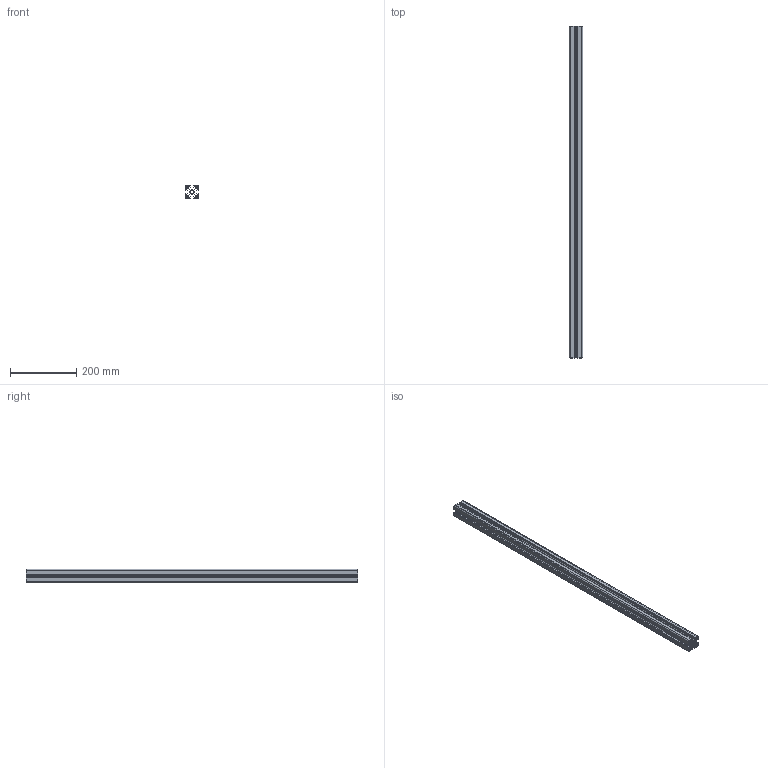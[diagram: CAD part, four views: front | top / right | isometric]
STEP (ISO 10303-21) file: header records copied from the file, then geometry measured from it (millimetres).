
FILE_DESCRIPTION((''),'2;1');
FILE_NAME('AR3730.stp','2017-03-23T12:14:50',('Konstruktor II'),(''),'Autodesk Inventor 2013','Autodesk Inventor 2013','');
FILE_SCHEMA(('AUTOMOTIVE_DESIGN { 1 0 10303 214 1 1 1 1 }'));
Length unit declared in the file: millimetre
Products named in the file (1): AR3730
Bounding box: 40 x 1000 x 40 mm (x, y, z)
Volume: 553271.8 mm3; surface area: 522960.7 mm2
Topology: 1 solids, 1 shells, 146 faces, 432 edges, 288 vertices
Faces by surface type: plane 130, cylinder 16
Entity records: 4854 total; most frequent: CARTESIAN_POINT 867, ORIENTED_EDGE 864, DIRECTION 758, EDGE_CURVE 432, VECTOR 400, LINE 400, VERTEX_POINT 288, AXIS2_PLACEMENT_3D 179
